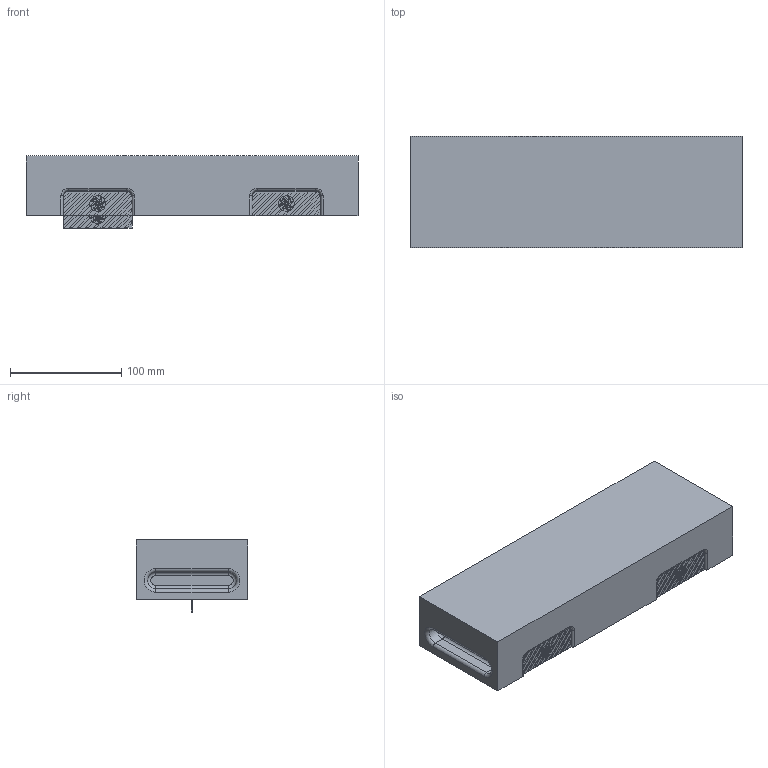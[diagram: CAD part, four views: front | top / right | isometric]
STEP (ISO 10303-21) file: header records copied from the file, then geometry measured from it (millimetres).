
FILE_DESCRIPTION( ( 'Unknown' ), '1' );
FILE_NAME( 'ALV-1030-58H.stp', 'Unknown', ( 'S.C.H' ), ( 'Unknown' ), 'XStep 1.0', 'Unknown', ' ' );
FILE_SCHEMA( ( 'CONFIG_CONTROL_DESIGN' ) );
Length unit declared in the file: millimetre
Products named in the file (3): Assem1; 1; 2
Bounding box: 299 x 100 x 65 mm (x, y, z)
Surface area: 231121.4 mm2
Topology: 7 solids, 7 shells, 1082 faces, 2678 edges, 1764 vertices
Faces by surface type: plane 716, cylinder 334, torus 32
Entity records: 7878 total; most frequent: DIRECTION 1370, CARTESIAN_POINT 1334, ORIENTED_EDGE 1292, EDGE_CURVE 646, LINE 458, VECTOR 458, AXIS2_PLACEMENT_3D 456, VERTEX_POINT 420
